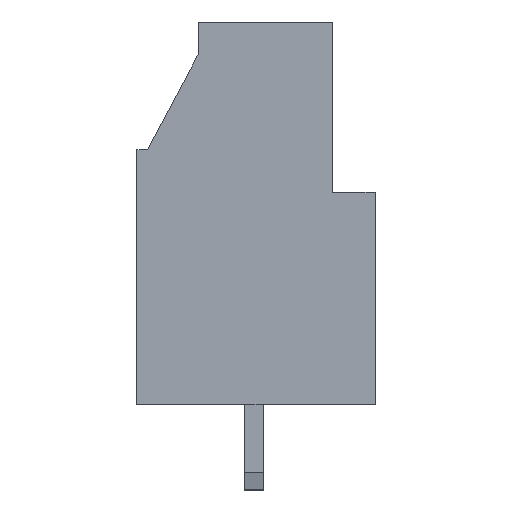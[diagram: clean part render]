
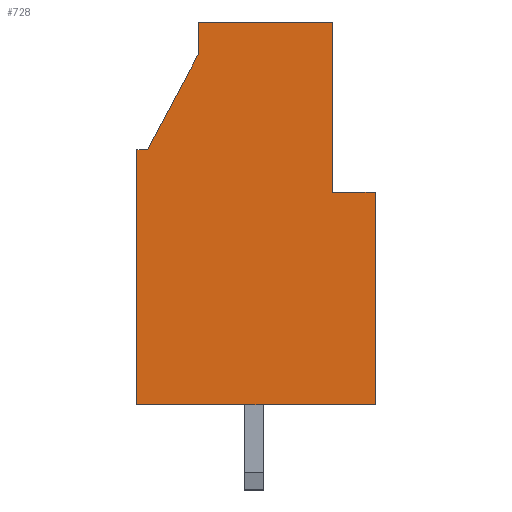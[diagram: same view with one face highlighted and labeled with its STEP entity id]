
A CAD part, front view. The second image highlights one B-rep face of the part: STEP entity #728.
In plain terms, the highlighted planar face has unit normal (0, -1, 0).
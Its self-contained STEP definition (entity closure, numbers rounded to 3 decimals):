
#728 = ADVANCED_FACE( '', ( #1495 ), #1496, .F. );
#1495 = FACE_OUTER_BOUND( '', #2300, .T. );
#1496 = PLANE( '', #2301 );
#2300 = EDGE_LOOP( '', ( #4315, #4316, #4317, #4318, #4319, #4320, #4321, #4322, #4323 ) );
#2301 = AXIS2_PLACEMENT_3D( '', #4324, #4325, #4326 );
#4315 = ORIENTED_EDGE( '', *, *, #5769, .T. );
#4316 = ORIENTED_EDGE( '', *, *, #5583, .T. );
#4317 = ORIENTED_EDGE( '', *, *, #5770, .T. );
#4318 = ORIENTED_EDGE( '', *, *, #5510, .T. );
#4319 = ORIENTED_EDGE( '', *, *, #4969, .T. );
#4320 = ORIENTED_EDGE( '', *, *, #5700, .T. );
#4321 = ORIENTED_EDGE( '', *, *, #5142, .F. );
#4322 = ORIENTED_EDGE( '', *, *, #5119, .F. );
#4323 = ORIENTED_EDGE( '', *, *, #5450, .F. );
#4324 = CARTESIAN_POINT( '', ( 12.32, -2.54, -5.26 ) );
#4325 = DIRECTION( '', ( 0., 1., 0. ) );
#4326 = DIRECTION( '', ( 1., 0., 0. ) );
#4969 = EDGE_CURVE( '', #5960, #5964, #5966, .T. );
#5119 = EDGE_CURVE( '', #6225, #6227, #6228, .T. );
#5142 = EDGE_CURVE( '', #6227, #6265, #6266, .T. );
#5450 = EDGE_CURVE( '', #6771, #6225, #6773, .T. );
#5510 = EDGE_CURVE( '', #6854, #5960, #6855, .T. );
#5583 = EDGE_CURVE( '', #6953, #6951, #6954, .T. );
#5700 = EDGE_CURVE( '', #5964, #6265, #7107, .T. );
#5769 = EDGE_CURVE( '', #6771, #6953, #7185, .T. );
#5770 = EDGE_CURVE( '', #6951, #6854, #7186, .T. );
#5960 = VERTEX_POINT( '', #7420 );
#5964 = VERTEX_POINT( '', #7426 );
#5966 = LINE( '', #7429, #7430 );
#6225 = VERTEX_POINT( '', #7805 );
#6227 = VERTEX_POINT( '', #7808 );
#6228 = LINE( '', #7809, #7810 );
#6265 = VERTEX_POINT( '', #7862 );
#6266 = LINE( '', #7863, #7864 );
#6771 = VERTEX_POINT( '', #8604 );
#6773 = LINE( '', #8607, #8608 );
#6854 = VERTEX_POINT( '', #8730 );
#6855 = LINE( '', #8731, #8732 );
#6951 = VERTEX_POINT( '', #8878 );
#6953 = VERTEX_POINT( '', #8881 );
#6954 = LINE( '', #8882, #8883 );
#7107 = LINE( '', #9111, #9112 );
#7185 = LINE( '', #9222, #9223 );
#7186 = LINE( '', #9224, #9225 );
#7420 = CARTESIAN_POINT( '', ( 9.2, -2.54, 10. ) );
#7426 = CARTESIAN_POINT( '', ( 9.2, -2.54, 18. ) );
#7429 = CARTESIAN_POINT( '', ( 9.2, -2.54, -1. ) );
#7430 = VECTOR( '', #9416, 1000. );
#7805 = CARTESIAN_POINT( '', ( 0.5, -2.54, 12. ) );
#7808 = CARTESIAN_POINT( '', ( 2.9, -2.54, 16.5 ) );
#7809 = CARTESIAN_POINT( '', ( -6.433, -2.54, -1. ) );
#7810 = VECTOR( '', #9552, 1000. );
#7862 = CARTESIAN_POINT( '', ( 2.9, -2.54, 18. ) );
#7863 = CARTESIAN_POINT( '', ( 2.9, -2.54, -1. ) );
#7864 = VECTOR( '', #9574, 1000. );
#8604 = CARTESIAN_POINT( '', ( 0., -2.54, 12. ) );
#8607 = CARTESIAN_POINT( '', ( 5.35, -2.54, 12. ) );
#8608 = VECTOR( '', #9853, 1000. );
#8730 = CARTESIAN_POINT( '', ( 11.2, -2.54, 10. ) );
#8731 = CARTESIAN_POINT( '', ( 5.35, -2.54, 10. ) );
#8732 = VECTOR( '', #9901, 1000. );
#8878 = CARTESIAN_POINT( '', ( 11.2, -2.54, 0. ) );
#8881 = CARTESIAN_POINT( '', ( 0., -2.54, 0. ) );
#8882 = CARTESIAN_POINT( '', ( 5.35, -2.54, 0. ) );
#8883 = VECTOR( '', #9971, 1000. );
#9111 = CARTESIAN_POINT( '', ( 5.35, -2.54, 18. ) );
#9112 = VECTOR( '', #10062, 1000. );
#9222 = CARTESIAN_POINT( '', ( 0., -2.54, -1. ) );
#9223 = VECTOR( '', #10113, 1000. );
#9224 = CARTESIAN_POINT( '', ( 11.2, -2.54, -1. ) );
#9225 = VECTOR( '', #10114, 1000. );
#9416 = DIRECTION( '', ( 0., 0., 1. ) );
#9552 = DIRECTION( '', ( 0.471, 0., 0.882 ) );
#9574 = DIRECTION( '', ( 0., 0., 1. ) );
#9853 = DIRECTION( '', ( 1., 0., 0. ) );
#9901 = DIRECTION( '', ( -1., 0., 0. ) );
#9971 = DIRECTION( '', ( 1., 0., 0. ) );
#10062 = DIRECTION( '', ( -1., 0., 0. ) );
#10113 = DIRECTION( '', ( 0., 0., -1. ) );
#10114 = DIRECTION( '', ( 0., 0., 1. ) );
